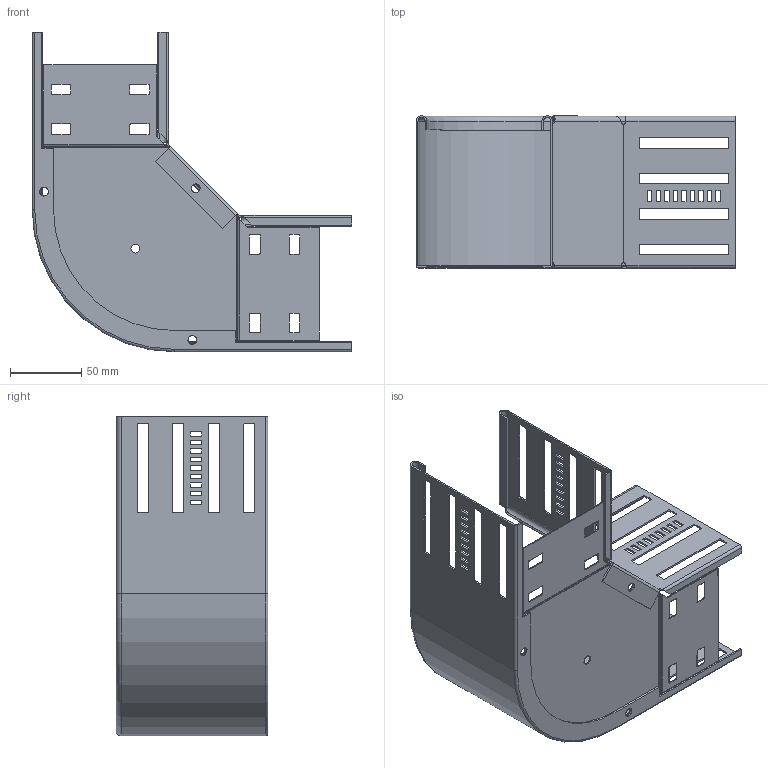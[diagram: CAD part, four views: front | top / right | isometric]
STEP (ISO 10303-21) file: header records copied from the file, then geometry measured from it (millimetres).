
FILE_DESCRIPTION (( 'STEP AP214' ), '1' );
FILE_NAME ('6036800.STEP', '2024-05-27T08:47:34', ( '' ), ( '' ), 'SwSTEP 2.0', 'SolidWorks 2022', '' );
FILE_SCHEMA (( 'AUTOMOTIVE_DESIGN' ));
Length unit declared in the file: millimetre
Products named in the file (4): 167655_110x90°; 181511_100; 6036800; 167734_100
Assembly tree (3 placements, depth 2):
  6036800
    167734_100
    181511_100
    167655_110x90°
Bounding box: 225 x 107 x 225 mm (x, y, z)
Volume: 109333.9 mm3; surface area: 202237.8 mm2
Topology: 3 solids, 3 shells, 520 faces, 1418 edges, 904 vertices
Faces by surface type: plane 352, cylinder 156, bspline 8, torus 4
Entity records: 16958 total; most frequent: CARTESIAN_POINT 3200, ORIENTED_EDGE 2836, DIRECTION 2704, EDGE_CURVE 1418, VECTOR 1088, LINE 1088, VERTEX_POINT 904, AXIS2_PLACEMENT_3D 808
